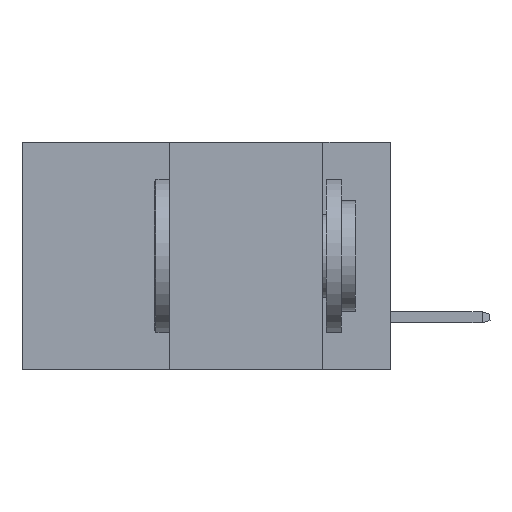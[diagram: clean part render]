
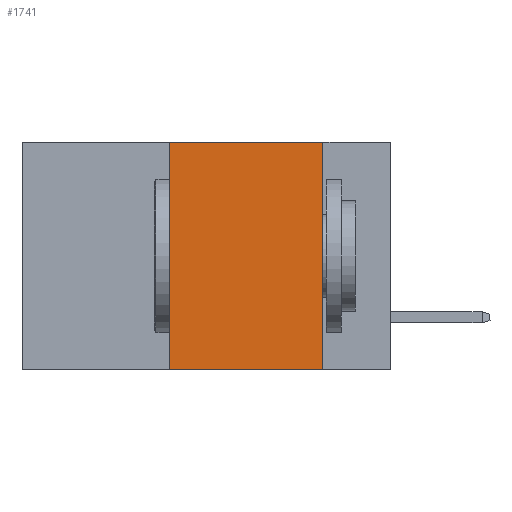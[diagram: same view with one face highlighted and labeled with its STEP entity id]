
A CAD part, left-side view. The second image highlights one B-rep face of the part: STEP entity #1741.
In plain terms, the highlighted planar face has unit normal (-1, 0, 0).
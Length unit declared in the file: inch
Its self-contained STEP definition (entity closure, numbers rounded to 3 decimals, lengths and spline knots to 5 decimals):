
#112 = CARTESIAN_POINT ( 'NONE',  ( 0., 0.36, 0. ) ) ;
#824 = EDGE_LOOP ( 'NONE', ( #1444, #13544, #9009, #14948 ) ) ;
#847 = VECTOR ( 'NONE', #28634, 39.37008 ) ;
#1406 = FACE_OUTER_BOUND ( 'NONE', #824, .T. ) ;
#1417 = VERTEX_POINT ( 'NONE', #7408 ) ;
#1444 = ORIENTED_EDGE ( 'NONE', *, *, #16817, .F. ) ;
#1741 = ADVANCED_FACE ( 'NONE', ( #1406 ), #25861, .F. ) ;
#6536 = CARTESIAN_POINT ( 'NONE',  ( 0., 0.11, 0. ) ) ;
#7408 = CARTESIAN_POINT ( 'NONE',  ( 0., 0.36, -0.37 ) ) ;
#9009 = ORIENTED_EDGE ( 'NONE', *, *, #25601, .F. ) ;
#9235 = VERTEX_POINT ( 'NONE', #6536 ) ;
#9698 = VECTOR ( 'NONE', #24284, 39.37008 ) ;
#10391 = VECTOR ( 'NONE', #15398, 39.37008 ) ;
#13174 = CARTESIAN_POINT ( 'NONE',  ( 0., 0.11, 0. ) ) ;
#13544 = ORIENTED_EDGE ( 'NONE', *, *, #21269, .F. ) ;
#14948 = ORIENTED_EDGE ( 'NONE', *, *, #27520, .T. ) ;
#15398 = DIRECTION ( 'NONE',  ( 0., 0., -1. ) ) ;
#16817 = EDGE_CURVE ( 'NONE', #9235, #22358, #27825, .T. ) ;
#17519 = CARTESIAN_POINT ( 'NONE',  ( 0., 0.36, 0. ) ) ;
#17922 = AXIS2_PLACEMENT_3D ( 'NONE', #26202, #25835, #25797 ) ;
#18590 = LINE ( 'NONE', #17519, #28677 ) ;
#18847 = LINE ( 'NONE', #26499, #847 ) ;
#19176 = CARTESIAN_POINT ( 'NONE',  ( 0., 0.11, -0.37 ) ) ;
#21269 = EDGE_CURVE ( 'NONE', #28465, #9235, #18847, .T. ) ;
#22099 = CARTESIAN_POINT ( 'NONE',  ( 0., 0.6, -0.37 ) ) ;
#22358 = VERTEX_POINT ( 'NONE', #19176 ) ;
#24284 = DIRECTION ( 'NONE',  ( 0., -1., 0. ) ) ;
#25601 = EDGE_CURVE ( 'NONE', #1417, #28465, #18590, .T. ) ;
#25797 = DIRECTION ( 'NONE',  ( 0., 0., -1. ) ) ;
#25835 = DIRECTION ( 'NONE',  ( 1., 0., 0. ) ) ;
#25861 = PLANE ( 'NONE',  #17922 ) ;
#26202 = CARTESIAN_POINT ( 'NONE',  ( 0., 0.6, 0. ) ) ;
#26221 = DIRECTION ( 'NONE',  ( 0., 0., 1. ) ) ;
#26499 = CARTESIAN_POINT ( 'NONE',  ( 0., 0.6, 0. ) ) ;
#27152 = LINE ( 'NONE', #22099, #9698 ) ;
#27520 = EDGE_CURVE ( 'NONE', #1417, #22358, #27152, .T. ) ;
#27825 = LINE ( 'NONE', #13174, #10391 ) ;
#28465 = VERTEX_POINT ( 'NONE', #112 ) ;
#28634 = DIRECTION ( 'NONE',  ( 0., -1., 0. ) ) ;
#28677 = VECTOR ( 'NONE', #26221, 39.37008 ) ;
